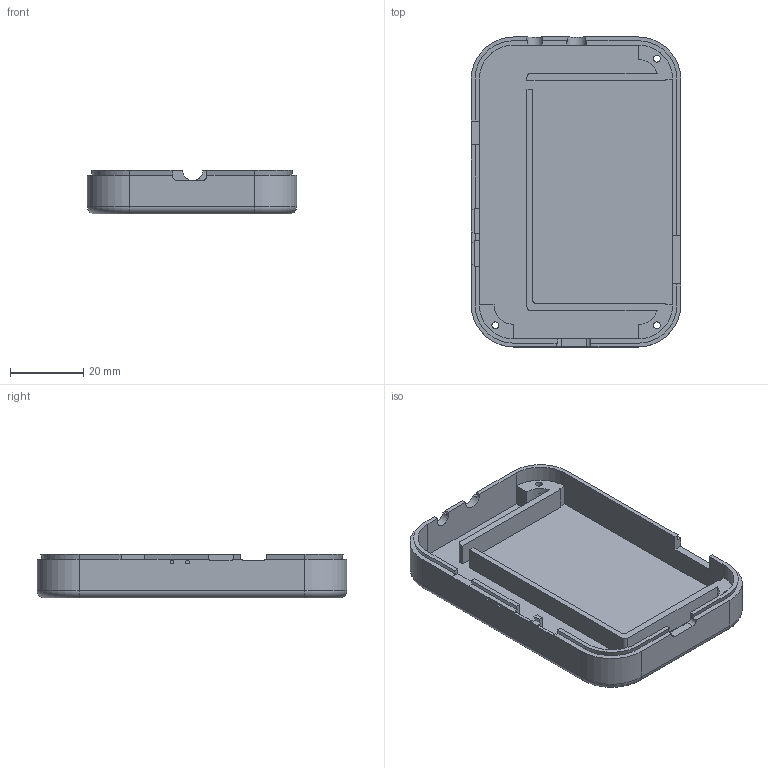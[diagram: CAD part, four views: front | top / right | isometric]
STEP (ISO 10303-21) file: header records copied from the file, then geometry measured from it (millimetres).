
FILE_DESCRIPTION(('FreeCAD Model'),'2;1');
FILE_NAME('Open CASCADE Shape Model','2026-01-09T16:09:29',(''),(''), 'Open CASCADE STEP processor 7.8','FreeCAD','Unknown');
FILE_SCHEMA(('AUTOMOTIVE_DESIGN { 1 0 10303 214 1 1 1 1 }'));
Length unit declared in the file: millimetre
Products named in the file (1): bottom
Bounding box: 57.2 x 84.7 x 12 mm (x, y, z)
Volume: 14697.7 mm3; surface area: 16687.8 mm2
Topology: 1 solids, 1 shells, 120 faces, 335 edges, 220 vertices
Faces by surface type: plane 77, cylinder 32, bspline 5, torus 4, cone 2
Full cylindrical faces by diameter (mm): 1 x2, 1.9 x3, 4 x3
Entity records: 3985 total; most frequent: CARTESIAN_POINT 825, ORIENTED_EDGE 670, DIRECTION 631, EDGE_CURVE 335, LINE 243, VECTOR 243, VERTEX_POINT 220, AXIS2_PLACEMENT_3D 194
